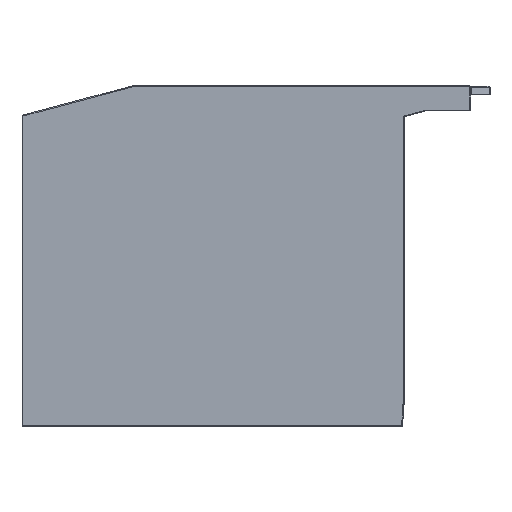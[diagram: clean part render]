
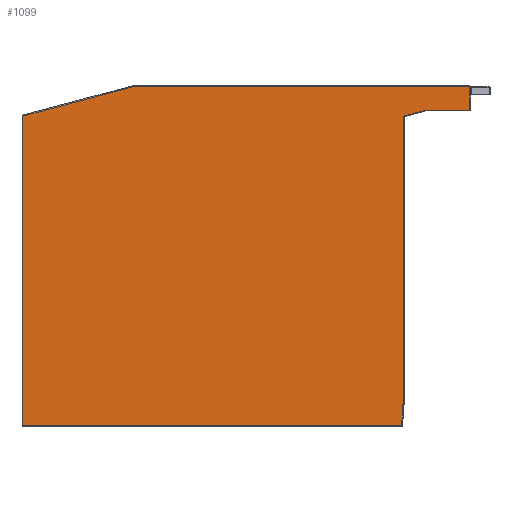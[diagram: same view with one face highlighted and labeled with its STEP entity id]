
A CAD part, top view. The second image highlights one B-rep face of the part: STEP entity #1099.
In plain terms, the highlighted planar face has unit normal (0, 0, 1).
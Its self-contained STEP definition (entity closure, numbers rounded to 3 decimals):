
#674=PLANE('',#11366);
#1099=ADVANCED_FACE('',(#1680),#674,.F.);
#1680=FACE_OUTER_BOUND('',#2188,.T.);
#2188=EDGE_LOOP('',(#5156,#5157,#5158,#5159,#5160,#5161,#5162,#5163,#5164));
#5156=ORIENTED_EDGE('',*,*,#8295,.T.);
#5157=ORIENTED_EDGE('',*,*,#8085,.F.);
#5158=ORIENTED_EDGE('',*,*,#8087,.T.);
#5159=ORIENTED_EDGE('',*,*,#8285,.F.);
#5160=ORIENTED_EDGE('',*,*,#8288,.F.);
#5161=ORIENTED_EDGE('',*,*,#8290,.T.);
#5162=ORIENTED_EDGE('',*,*,#8294,.F.);
#5163=ORIENTED_EDGE('',*,*,#6722,.F.);
#5164=ORIENTED_EDGE('',*,*,#6714,.T.);
#5553=VERTEX_POINT('',#14201);
#5554=VERTEX_POINT('',#14203);
#5561=VERTEX_POINT('',#14219);
#6543=VERTEX_POINT('',#18125);
#6544=VERTEX_POINT('',#18127);
#6545=VERTEX_POINT('',#18133);
#6643=VERTEX_POINT('',#18589);
#6644=VERTEX_POINT('',#18599);
#6646=VERTEX_POINT('',#18607);
#6714=EDGE_CURVE('',#5554,#5553,#8430,.T.);
#6722=EDGE_CURVE('',#5554,#5561,#8433,.T.);
#8085=EDGE_CURVE('',#6544,#6543,#9321,.T.);
#8087=EDGE_CURVE('',#6544,#6545,#9322,.T.);
#8285=EDGE_CURVE('',#6643,#6545,#9488,.T.);
#8288=EDGE_CURVE('',#6644,#6643,#9489,.T.);
#8290=EDGE_CURVE('',#6644,#6646,#9490,.T.);
#8294=EDGE_CURVE('',#5561,#6646,#9491,.T.);
#8295=EDGE_CURVE('',#5553,#6543,#9492,.T.);
#8430=LINE('',#14202,#9560);
#8433=LINE('',#14218,#9563);
#9321=LINE('',#18128,#10452);
#9322=LINE('',#18132,#10453);
#9488=LINE('',#18588,#10619);
#9489=LINE('',#18600,#10620);
#9490=LINE('',#18608,#10621);
#9491=LINE('',#18624,#10622);
#9492=LINE('',#18626,#10623);
#9560=VECTOR('',#11522,1.);
#9563=VECTOR('',#11537,1.);
#10452=VECTOR('',#13528,1.);
#10453=VECTOR('',#13535,1.);
#10619=VECTOR('',#13877,1.);
#10620=VECTOR('',#13880,1.);
#10621=VECTOR('',#13883,1.);
#10622=VECTOR('',#13888,1.);
#10623=VECTOR('',#13891,1.);
#11366=AXIS2_PLACEMENT_3D('',#18627,#13892,#13893);
#11522=DIRECTION('',(0.,1.,0.));
#11537=DIRECTION('',(-1.,0.,0.));
#13528=DIRECTION('',(0.966,0.259,0.));
#13535=DIRECTION('',(0.,-1.,0.));
#13877=DIRECTION('',(-1.,0.,0.));
#13880=DIRECTION('',(-0.065,-0.998,0.));
#13883=DIRECTION('',(0.,1.,0.));
#13888=DIRECTION('',(-0.966,-0.258,0.));
#13891=DIRECTION('',(-1.,0.,0.));
#13892=DIRECTION('',(0.,0.,-1.));
#13893=DIRECTION('',(-1.,0.,0.));
#14201=CARTESIAN_POINT('',(-74.5,67.7,69.8));
#14202=CARTESIAN_POINT('',(-74.5,60.5,69.8));
#14203=CARTESIAN_POINT('',(-74.5,60.5,69.8));
#14218=CARTESIAN_POINT('',(-74.5,60.5,69.8));
#14219=CARTESIAN_POINT('',(-88.,60.5,69.8));
#18125=CARTESIAN_POINT('',(-178.661,67.7,69.8));
#18127=CARTESIAN_POINT('',(-212.4,58.66,69.8));
#18128=CARTESIAN_POINT('',(-212.4,58.66,69.8));
#18132=CARTESIAN_POINT('',(-212.4,58.66,69.8));
#18133=CARTESIAN_POINT('',(-212.4,-36.8,69.8));
#18588=CARTESIAN_POINT('',(-95.481,-36.8,69.8));
#18589=CARTESIAN_POINT('',(-95.481,-36.8,69.8));
#18599=CARTESIAN_POINT('',(-94.96,-28.786,69.8));
#18600=CARTESIAN_POINT('',(-94.96,-28.786,69.8));
#18607=CARTESIAN_POINT('',(-94.96,58.644,69.8));
#18608=CARTESIAN_POINT('',(-94.96,-28.786,69.8));
#18624=CARTESIAN_POINT('',(-88.,60.5,69.8));
#18626=CARTESIAN_POINT('',(-74.5,67.7,69.8));
#18627=CARTESIAN_POINT('',(-74.2,68.,69.8));
